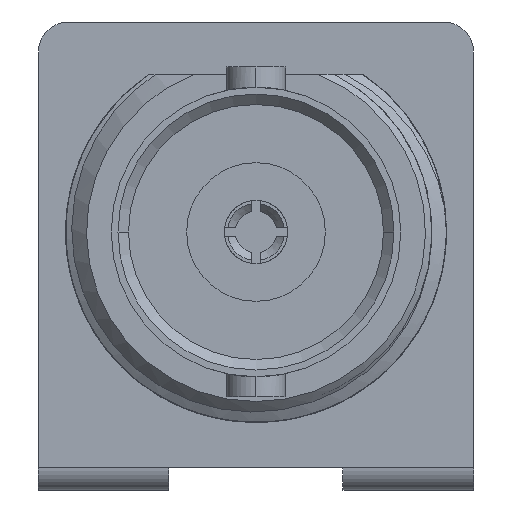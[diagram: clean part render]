
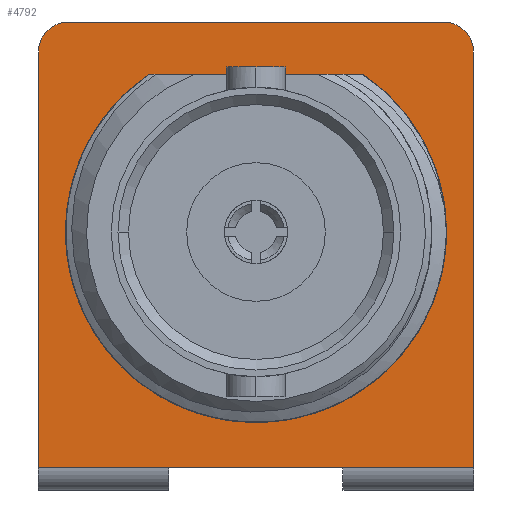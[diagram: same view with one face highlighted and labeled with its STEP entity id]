
A CAD part, left-side view. The second image highlights one B-rep face of the part: STEP entity #4792.
In plain terms, the highlighted planar face has unit normal (-1, 0, 0).
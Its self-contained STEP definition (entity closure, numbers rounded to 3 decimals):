
#1=CARTESIAN_POINT('',(0.,6.25,6.));
#2=DIRECTION('',(-1.,0.,0.));
#3=DIRECTION('',(0.,0.,1.));
#4=AXIS2_PLACEMENT_3D('',#1,#2,#3);
#6=DIRECTION('',(0.,-1.,0.));
#7=VECTOR('',#6,12.5);
#8=CARTESIAN_POINT('',(0.,6.25,7.));
#9=LINE('',#8,#7);
#10=CARTESIAN_POINT('',(0.,-6.25,6.));
#11=DIRECTION('',(-1.,0.,0.));
#12=DIRECTION('',(0.,-1.,0.));
#13=AXIS2_PLACEMENT_3D('',#10,#11,#12);
#15=DIRECTION('',(0.,0.,-1.));
#16=VECTOR('',#15,13.85);
#17=CARTESIAN_POINT('',(0.,-7.25,6.));
#18=LINE('',#17,#16);
#19=DIRECTION('',(0.,1.,0.));
#20=VECTOR('',#19,14.5);
#21=CARTESIAN_POINT('',(0.,-7.25,-7.85));
#22=LINE('',#21,#20);
#23=DIRECTION('',(0.,0.,1.));
#24=VECTOR('',#23,13.85);
#25=CARTESIAN_POINT('',(0.,7.25,-7.85));
#26=LINE('',#25,#24);
#27=DIRECTION('',(0.,-1.,0.));
#28=VECTOR('',#27,7.144);
#29=CARTESIAN_POINT('',(0.,3.572,5.25));
#30=LINE('',#29,#28);
#1097=CARTESIAN_POINT('',(0.,0.,0.));
#1098=DIRECTION('',(1.,0.,0.));
#1099=DIRECTION('',(0.,-0.563,0.827));
#1100=AXIS2_PLACEMENT_3D('',#1097,#1098,#1099);
#4219=CARTESIAN_POINT('',(0.,-7.25,-7.85));
#4220=CARTESIAN_POINT('',(0.,7.25,-7.85));
#4221=VERTEX_POINT('',#4219);
#4222=VERTEX_POINT('',#4220);
#4393=CARTESIAN_POINT('',(0.,-3.572,5.25));
#4394=CARTESIAN_POINT('',(0.,3.572,5.25));
#4395=VERTEX_POINT('',#4393);
#4396=VERTEX_POINT('',#4394);
#4423=CARTESIAN_POINT('',(0.,6.25,7.));
#4424=CARTESIAN_POINT('',(0.,7.25,6.));
#4425=VERTEX_POINT('',#4423);
#4426=VERTEX_POINT('',#4424);
#4431=CARTESIAN_POINT('',(0.,-7.25,6.));
#4432=CARTESIAN_POINT('',(0.,-6.25,7.));
#4433=VERTEX_POINT('',#4431);
#4434=VERTEX_POINT('',#4432);
#4767=CARTESIAN_POINT('',(0.,0.,0.));
#4768=DIRECTION('',(1.,0.,0.));
#4769=DIRECTION('',(0.,-1.,0.));
#4770=AXIS2_PLACEMENT_3D('',#4767,#4768,#4769);
#4771=PLANE('',#4770);
#4773=ORIENTED_EDGE('',*,*,#4772,.F.);
#4775=ORIENTED_EDGE('',*,*,#4774,.T.);
#4777=ORIENTED_EDGE('',*,*,#4776,.F.);
#4779=ORIENTED_EDGE('',*,*,#4778,.T.);
#4781=ORIENTED_EDGE('',*,*,#4780,.T.);
#4783=ORIENTED_EDGE('',*,*,#4782,.T.);
#4784=EDGE_LOOP('',(#4773,#4775,#4777,#4779,#4781,#4783));
#4785=FACE_OUTER_BOUND('',#4784,.F.);
#4787=ORIENTED_EDGE('',*,*,#4786,.F.);
#4789=ORIENTED_EDGE('',*,*,#4788,.F.);
#4790=EDGE_LOOP('',(#4787,#4789));
#4791=FACE_BOUND('',#4790,.F.);
#4792=ADVANCED_FACE('',(#4785,#4791),#4771,.F.);
#5=CIRCLE('',#4,1.);
#14=CIRCLE('',#13,1.);
#1101=CIRCLE('',#1100,6.35);
#4772=EDGE_CURVE('',#4425,#4426,#5,.T.);
#4774=EDGE_CURVE('',#4425,#4434,#9,.T.);
#4776=EDGE_CURVE('',#4433,#4434,#14,.T.);
#4778=EDGE_CURVE('',#4433,#4221,#18,.T.);
#4780=EDGE_CURVE('',#4221,#4222,#22,.T.);
#4782=EDGE_CURVE('',#4222,#4426,#26,.T.);
#4786=EDGE_CURVE('',#4395,#4396,#1101,.T.);
#4788=EDGE_CURVE('',#4396,#4395,#30,.T.);
